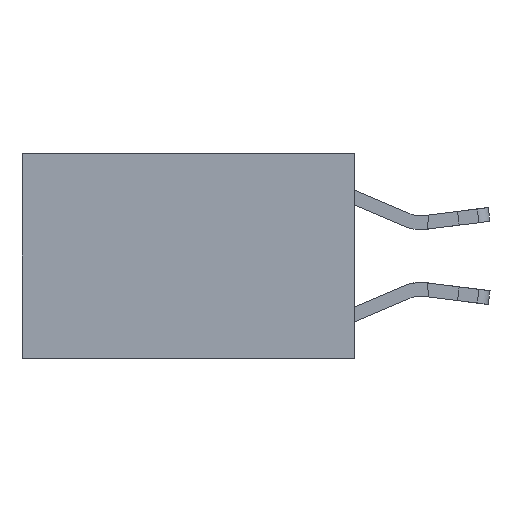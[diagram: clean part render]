
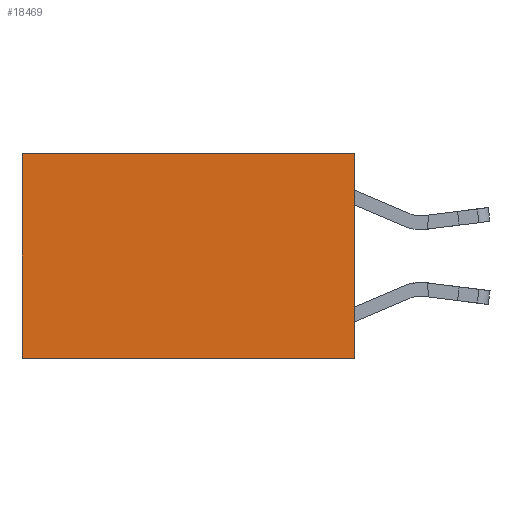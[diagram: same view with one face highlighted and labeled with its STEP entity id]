
A CAD part, left-side view. The second image highlights one B-rep face of the part: STEP entity #18469.
In plain terms, the highlighted planar face has unit normal (-1, 0, 0).
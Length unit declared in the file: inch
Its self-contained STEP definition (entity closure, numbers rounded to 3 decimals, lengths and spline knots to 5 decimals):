
#731 = VECTOR ( 'NONE', #8607, 39.37008 ) ;
#737 = CARTESIAN_POINT ( 'NONE',  ( 0.2625, 0.6, 0. ) ) ;
#2334 = VECTOR ( 'NONE', #9244, 39.37008 ) ;
#3020 = ORIENTED_EDGE ( 'NONE', *, *, #7501, .T. ) ;
#3442 = DIRECTION ( 'NONE',  ( 0., 0., -1. ) ) ;
#3639 = ORIENTED_EDGE ( 'NONE', *, *, #19114, .F. ) ;
#4452 = LINE ( 'NONE', #737, #5707 ) ;
#5368 = CARTESIAN_POINT ( 'NONE',  ( 0.2625, 0., 0. ) ) ;
#5707 = VECTOR ( 'NONE', #12747, 39.37008 ) ;
#7224 = CARTESIAN_POINT ( 'NONE',  ( 0.2625, 0., 0. ) ) ;
#7312 = LINE ( 'NONE', #11389, #22673 ) ;
#7501 = EDGE_CURVE ( 'NONE', #11259, #22327, #4452, .T. ) ;
#8607 = DIRECTION ( 'NONE',  ( 0., 0., -1. ) ) ;
#9244 = DIRECTION ( 'NONE',  ( 0., 1., 0. ) ) ;
#9388 = CARTESIAN_POINT ( 'NONE',  ( 0.2625, 0., 0. ) ) ;
#10568 = VERTEX_POINT ( 'NONE', #19436 ) ;
#11259 = VERTEX_POINT ( 'NONE', #13408 ) ;
#11389 = CARTESIAN_POINT ( 'NONE',  ( 0.2625, 0., -0.37 ) ) ;
#12350 = ORIENTED_EDGE ( 'NONE', *, *, #25290, .F. ) ;
#12747 = DIRECTION ( 'NONE',  ( 0., 0., -1. ) ) ;
#13396 = DIRECTION ( 'NONE',  ( 0., 1., 0. ) ) ;
#13408 = CARTESIAN_POINT ( 'NONE',  ( 0.2625, 0.6, 0. ) ) ;
#15454 = DIRECTION ( 'NONE',  ( 1., 0., 0. ) ) ;
#16731 = LINE ( 'NONE', #18535, #731 ) ;
#18359 = EDGE_CURVE ( 'NONE', #25561, #11259, #18979, .T. ) ;
#18469 = ADVANCED_FACE ( 'NONE', ( #21789 ), #25418, .F. ) ;
#18535 = CARTESIAN_POINT ( 'NONE',  ( 0.2625, 0., 0. ) ) ;
#18979 = LINE ( 'NONE', #7224, #2334 ) ;
#19114 = EDGE_CURVE ( 'NONE', #10568, #22327, #7312, .T. ) ;
#19436 = CARTESIAN_POINT ( 'NONE',  ( 0.2625, 0., -0.37 ) ) ;
#21789 = FACE_OUTER_BOUND ( 'NONE', #21889, .T. ) ;
#21889 = EDGE_LOOP ( 'NONE', ( #3020, #3639, #12350, #25638 ) ) ;
#22092 = CARTESIAN_POINT ( 'NONE',  ( 0.2625, 0.6, -0.37 ) ) ;
#22327 = VERTEX_POINT ( 'NONE', #22092 ) ;
#22343 = AXIS2_PLACEMENT_3D ( 'NONE', #5368, #15454, #3442 ) ;
#22673 = VECTOR ( 'NONE', #13396, 39.37008 ) ;
#25290 = EDGE_CURVE ( 'NONE', #25561, #10568, #16731, .T. ) ;
#25418 = PLANE ( 'NONE',  #22343 ) ;
#25561 = VERTEX_POINT ( 'NONE', #9388 ) ;
#25638 = ORIENTED_EDGE ( 'NONE', *, *, #18359, .T. ) ;
